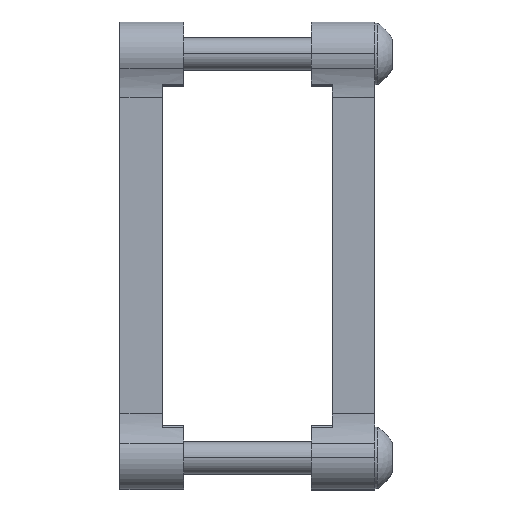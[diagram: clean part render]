
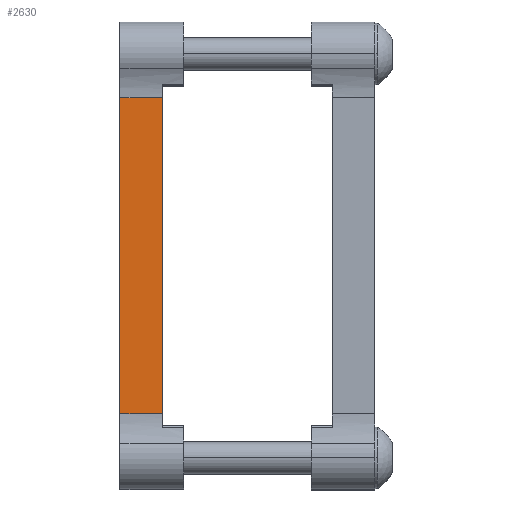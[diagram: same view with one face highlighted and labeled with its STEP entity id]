
A CAD part, top view. The second image highlights one B-rep face of the part: STEP entity #2630.
In plain terms, the highlighted face is planar.
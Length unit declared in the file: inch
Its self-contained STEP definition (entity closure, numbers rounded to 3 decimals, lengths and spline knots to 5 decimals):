
#1141 = DIRECTION ( 'NONE',  ( 1., 0., 0. ) ) ;
#1458 = CARTESIAN_POINT ( 'NONE',  ( 0., -0.92981, -0.8125 ) ) ;
#1668 = VECTOR ( 'NONE', #8217, 39.37008 ) ;
#1670 = ORIENTED_EDGE ( 'NONE', *, *, #9113, .F. ) ;
#1716 = ORIENTED_EDGE ( 'NONE', *, *, #9992, .T. ) ;
#1828 = LINE ( 'NONE', #5283, #3761 ) ;
#2471 = CARTESIAN_POINT ( 'NONE',  ( 0., 1.04775, -0.8125 ) ) ;
#2630 = ADVANCED_FACE ( 'NONE', ( #5156 ), #8435, .F. ) ;
#2976 = CARTESIAN_POINT ( 'NONE',  ( 0.25, 0.92981, -0.8125 ) ) ;
#3428 = DIRECTION ( 'NONE',  ( -1., 0., 0. ) ) ;
#3761 = VECTOR ( 'NONE', #3428, 39.37008 ) ;
#4103 = EDGE_CURVE ( 'NONE', #7526, #5129, #8103, .T. ) ;
#4491 = CARTESIAN_POINT ( 'NONE',  ( 0.25, -0.92981, -0.8125 ) ) ;
#4492 = CARTESIAN_POINT ( 'NONE',  ( 0.25, 1.04775, -0.8125 ) ) ;
#5129 = VERTEX_POINT ( 'NONE', #9820 ) ;
#5156 = FACE_OUTER_BOUND ( 'NONE', #6704, .T. ) ;
#5283 = CARTESIAN_POINT ( 'NONE',  ( 0., -0.92981, -0.8125 ) ) ;
#5311 = LINE ( 'NONE', #4492, #8643 ) ;
#5533 = LINE ( 'NONE', #8877, #1668 ) ;
#5954 = ORIENTED_EDGE ( 'NONE', *, *, #7150, .T. ) ;
#6135 = CARTESIAN_POINT ( 'NONE',  ( 0.25, 1.04775, -0.8125 ) ) ;
#6382 = DIRECTION ( 'NONE',  ( 0., 1., 0. ) ) ;
#6704 = EDGE_LOOP ( 'NONE', ( #1670, #1716, #7367, #5954 ) ) ;
#6950 = DIRECTION ( 'NONE',  ( 0., 0., 1. ) ) ;
#7150 = EDGE_CURVE ( 'NONE', #5129, #10461, #5533, .T. ) ;
#7367 = ORIENTED_EDGE ( 'NONE', *, *, #4103, .T. ) ;
#7526 = VERTEX_POINT ( 'NONE', #1458 ) ;
#7545 = VECTOR ( 'NONE', #8972, 39.37008 ) ;
#7652 = AXIS2_PLACEMENT_3D ( 'NONE', #6135, #6950, #1141 ) ;
#7737 = VERTEX_POINT ( 'NONE', #4491 ) ;
#8103 = LINE ( 'NONE', #2471, #7545 ) ;
#8217 = DIRECTION ( 'NONE',  ( 1., 0., 0. ) ) ;
#8435 = PLANE ( 'NONE',  #7652 ) ;
#8643 = VECTOR ( 'NONE', #6382, 39.37008 ) ;
#8877 = CARTESIAN_POINT ( 'NONE',  ( 0.25, 0.92981, -0.8125 ) ) ;
#8972 = DIRECTION ( 'NONE',  ( 0., 1., 0. ) ) ;
#9113 = EDGE_CURVE ( 'NONE', #7737, #10461, #5311, .T. ) ;
#9820 = CARTESIAN_POINT ( 'NONE',  ( 0., 0.92981, -0.8125 ) ) ;
#9992 = EDGE_CURVE ( 'NONE', #7737, #7526, #1828, .T. ) ;
#10461 = VERTEX_POINT ( 'NONE', #2976 ) ;
